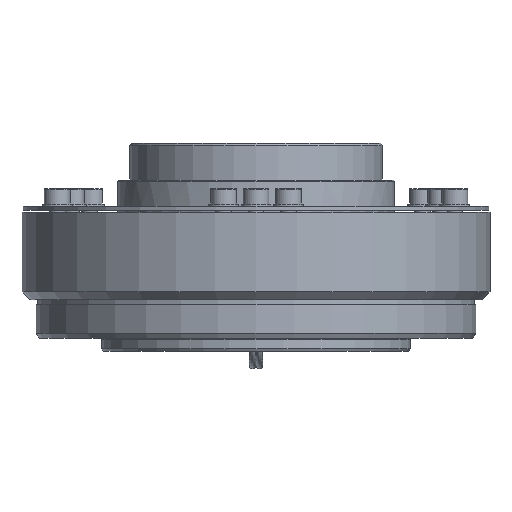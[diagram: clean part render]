
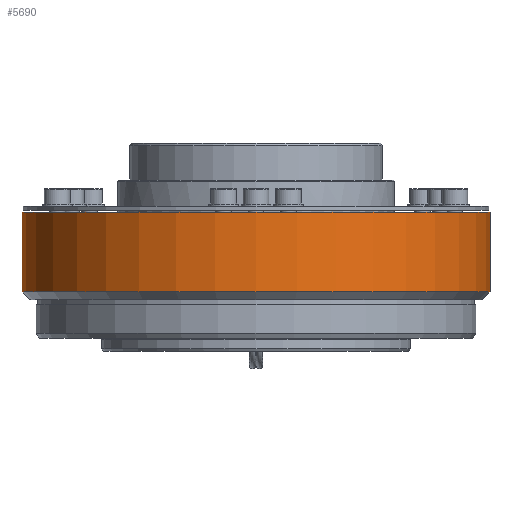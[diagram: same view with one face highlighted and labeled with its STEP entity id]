
A CAD part, front view. The second image highlights one B-rep face of the part: STEP entity #5690.
In plain terms, the highlighted cylindrical face has radius 90.5 mm (diameter 181 mm), a partial arc.
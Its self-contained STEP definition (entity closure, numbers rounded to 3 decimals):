
#3641 = EDGE_CURVE ( 'NONE', #3883, #3958, #12594, .T. ) ;
#3753 = EDGE_CURVE ( 'NONE', #3757, #3959, #12725, .T. ) ;
#3757 = VERTEX_POINT ( 'NONE', #12876 ) ;
#3883 = VERTEX_POINT ( 'NONE', #16782 ) ;
#3958 = VERTEX_POINT ( 'NONE', #13363 ) ;
#3959 = VERTEX_POINT ( 'NONE', #13383 ) ;
#5638 = EDGE_CURVE ( 'NONE', #3883, #3757, #16361, .T. ) ;
#5677 = ORIENTED_EDGE ( 'NONE', *, *, #3641, .T. ) ;
#5690 = ADVANCED_FACE ( 'NONE', ( #16412 ), #16411, .T. ) ;
#5691 = ORIENTED_EDGE ( 'NONE', *, *, #3753, .F. ) ;
#5702 = ORIENTED_EDGE ( 'NONE', *, *, #5703, .F. ) ;
#5703 = EDGE_CURVE ( 'NONE', #3959, #3958, #16289, .T. ) ;
#5709 = ORIENTED_EDGE ( 'NONE', *, *, #5638, .F. ) ;
#6122 = EDGE_LOOP ( 'NONE', ( #5691, #5709, #5677, #5702 ) ) ;
#12591 = DIRECTION ( 'NONE',  ( 0., 0., -1. ) ) ;
#12592 = VECTOR ( 'NONE', #12591, 1000. ) ;
#12593 = CARTESIAN_POINT ( 'NONE',  ( -90.5, 0., 54.6 ) ) ;
#12594 = LINE ( 'NONE', #12593, #12592 ) ;
#12723 = VECTOR ( 'NONE', #12731, 1000. ) ;
#12724 = CARTESIAN_POINT ( 'NONE',  ( 90.5, 0., 54.6 ) ) ;
#12725 = LINE ( 'NONE', #12724, #12723 ) ;
#12731 = DIRECTION ( 'NONE',  ( 0., 0., -1. ) ) ;
#12876 = CARTESIAN_POINT ( 'NONE',  ( 90.5, 0., 53.8 ) ) ;
#13363 = CARTESIAN_POINT ( 'NONE',  ( -90.5, 0., 23. ) ) ;
#13383 = CARTESIAN_POINT ( 'NONE',  ( 90.5, 0., 23. ) ) ;
#16286 = DIRECTION ( 'NONE',  ( 0., 0., -1. ) ) ;
#16287 = CARTESIAN_POINT ( 'NONE',  ( 0., 0., 23. ) ) ;
#16288 = AXIS2_PLACEMENT_3D ( 'NONE', #16287, #16286, #16478 ) ;
#16289 = CIRCLE ( 'NONE', #16288, 90.5 ) ;
#16344 = DIRECTION ( 'NONE',  ( -1., 0., 0. ) ) ;
#16345 = DIRECTION ( 'NONE',  ( 0., 0., -1. ) ) ;
#16346 = AXIS2_PLACEMENT_3D ( 'NONE', #16410, #16345, #16344 ) ;
#16357 = DIRECTION ( 'NONE',  ( 1., 0., 0. ) ) ;
#16358 = DIRECTION ( 'NONE',  ( 0., 0., 1. ) ) ;
#16359 = CARTESIAN_POINT ( 'NONE',  ( 0., 0., 53.8 ) ) ;
#16360 = AXIS2_PLACEMENT_3D ( 'NONE', #16359, #16358, #16357 ) ;
#16361 = CIRCLE ( 'NONE', #16360, 90.5 ) ;
#16410 = CARTESIAN_POINT ( 'NONE',  ( 0., 0., 54.6 ) ) ;
#16411 = CYLINDRICAL_SURFACE ( 'NONE', #16346, 90.5 ) ;
#16412 = FACE_OUTER_BOUND ( 'NONE', #6122, .T. ) ;
#16478 = DIRECTION ( 'NONE',  ( -1., 0., 0. ) ) ;
#16782 = CARTESIAN_POINT ( 'NONE',  ( -90.5, 0., 53.8 ) ) ;
